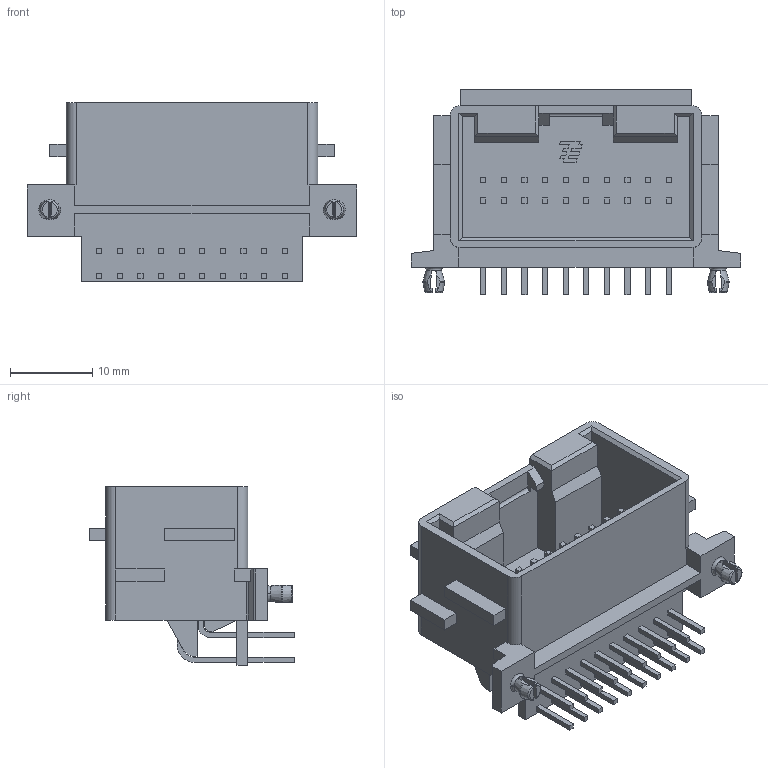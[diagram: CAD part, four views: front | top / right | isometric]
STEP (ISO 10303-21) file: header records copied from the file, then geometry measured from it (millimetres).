
FILE_DESCRIPTION((''),'2;1');
FILE_NAME('C-966871-1','2009-03-30T',('workeradm'),('Tyco Electronics Corporation'),'PRO/ENGINEER BY PARAMETRIC TECHNOLOGY CORPORATION, 2007390','PRO/ENGINEER BY PARAMETRIC TECHNOLOGY CORPORATION, 2007390','');
FILE_SCHEMA(('AUTOMOTIVE_DESIGN { 1 0 10303 214 1 1 1 1 }'));
Length unit declared in the file: millimetre
Products named in the file (1): C-966871-1
Bounding box: 40 x 24.9 x 21.7 mm (x, y, z)
Volume: 4904.7 mm3; surface area: 5930 mm2
Topology: 1 solids, 1 shells, 539 faces, 1449 edges, 958 vertices
Faces by surface type: plane 464, cylinder 55, torus 12, cone 8
Entity records: 16930 total; most frequent: CARTESIAN_POINT 3217, ORIENTED_EDGE 2898, DIRECTION 2601, EDGE_CURVE 1449, VECTOR 1247, LINE 1247, VERTEX_POINT 958, AXIS2_PLACEMENT_3D 677
